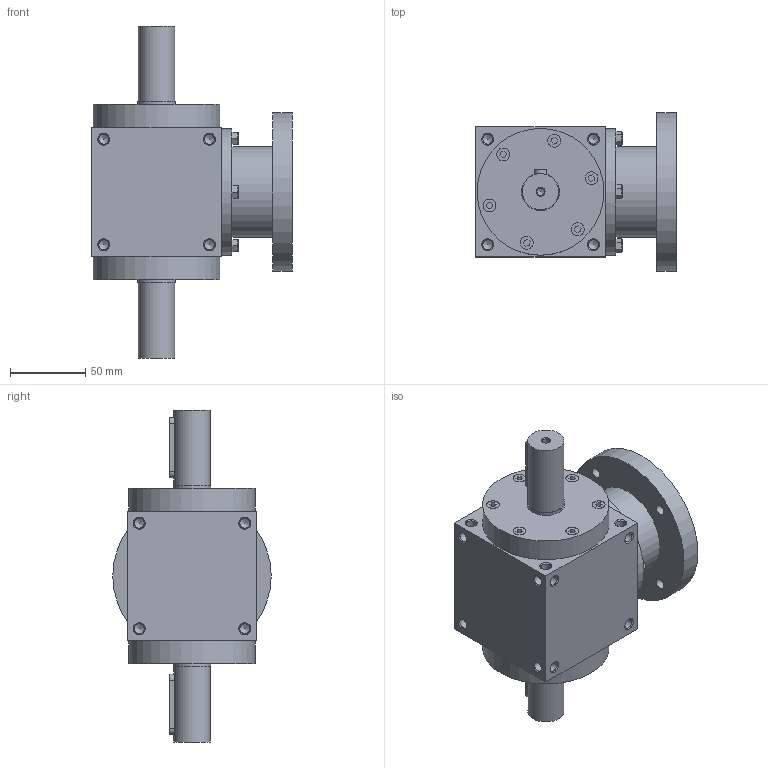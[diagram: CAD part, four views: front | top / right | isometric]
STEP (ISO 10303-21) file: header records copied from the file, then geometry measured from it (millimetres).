
FILE_DESCRIPTION( ( 'STEP AP214' ), '1' );
FILE_NAME( 'MRS86_MS1_R.1_1_71_B14.stp', '2018-08-15T11:00:37', ( '' ), ( '' ), ' ', 'PARTsolutions', ' ' );
FILE_SCHEMA( ( 'AUTOMOTIVE_DESIGN { 1 0 10303 214 1 1 1 1 }' ) );
Length unit declared in the file: millimetre
Products named in the file (5): MRS86_MS1_R.1/1_71/B14; _MRS8610-case; _MRX86_4-flange; _86-fl_screw; _RS86-proshaft
Assembly tree (8 placements, depth 2):
  MRS86_MS1_R.1/1_71/B14
    _MRS8610-case
    _MRX86_4-flange
    _86-fl_screw  x4
    _RS86-proshaft  x2
Bounding box: 133 x 105 x 220 mm (x, y, z)
Volume: 1040254.2 mm3; surface area: 127461.5 mm2
Topology: 8 solids, 8 shells, 317 faces, 824 edges, 526 vertices
Faces by surface type: plane 158, cylinder 83, cone 76
Full cylindrical faces by diameter (mm): 4.917 x2, 6.647 x48, 7 x4, 8.5 x12, 24 x3, 25 x3, 60 x1, 70 x1, 84 x3, 105 x1
Entity records: 9378 total; most frequent: CARTESIAN_POINT 1296, DIRECTION 1266, ORIENTED_EDGE 1010, EDGE_CURVE 505, AXIS2_PLACEMENT_3D 504, EDGE_LOOP 430, VERTEX_POINT 402, FACE_OUTER_BOUND 337
